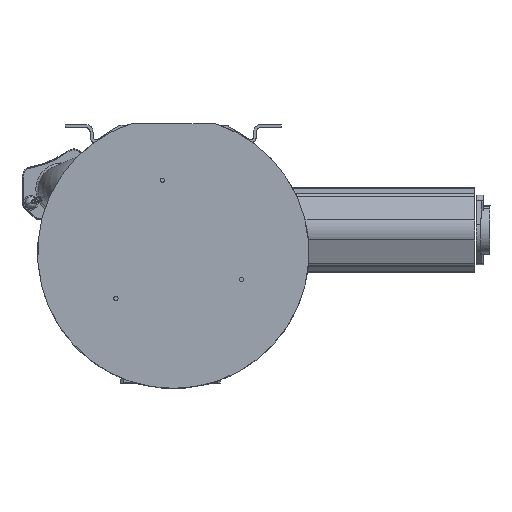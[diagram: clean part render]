
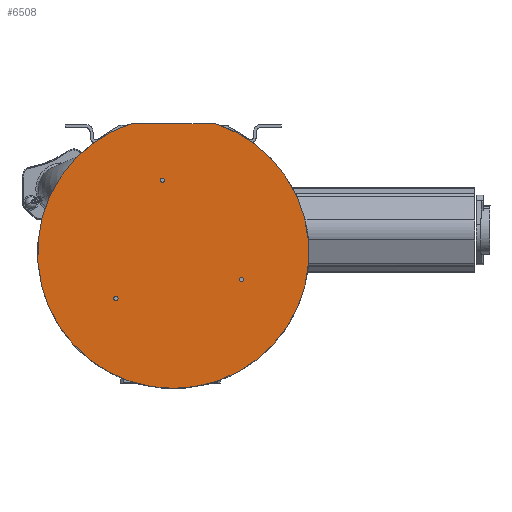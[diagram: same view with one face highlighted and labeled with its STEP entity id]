
A CAD part, top view. The second image highlights one B-rep face of the part: STEP entity #6508.
In plain terms, the highlighted planar face has unit normal (0, 0, 1).
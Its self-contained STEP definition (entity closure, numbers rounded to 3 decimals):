
#356=CARTESIAN_POINT('',(0.,0.,188.79));
#357=DIRECTION('',(0.,0.,-1.));
#358=DIRECTION('',(0.309,0.951,0.));
#359=AXIS2_PLACEMENT_3D('',#356,#357,#358);
#361=CARTESIAN_POINT('',(0.,0.,188.79));
#362=DIRECTION('',(0.,0.,-1.));
#363=DIRECTION('',(0.,-1.,0.));
#364=AXIS2_PLACEMENT_3D('',#361,#362,#363);
#366=CARTESIAN_POINT('',(-78.183,-62.349,188.79));
#367=DIRECTION('',(0.,0.,1.));
#368=DIRECTION('',(-0.623,0.782,0.));
#369=AXIS2_PLACEMENT_3D('',#366,#367,#368);
#371=CARTESIAN_POINT('',(-78.183,-62.349,188.79));
#372=DIRECTION('',(0.,0.,1.));
#373=DIRECTION('',(-1.,0.,0.));
#374=AXIS2_PLACEMENT_3D('',#371,#372,#373);
#376=CARTESIAN_POINT('',(-78.183,-62.349,188.79));
#377=DIRECTION('',(0.,0.,1.));
#378=DIRECTION('',(0.623,-0.782,0.));
#379=AXIS2_PLACEMENT_3D('',#376,#377,#378);
#381=CARTESIAN_POINT('',(-78.183,-62.349,188.79));
#382=DIRECTION('',(0.,0.,1.));
#383=DIRECTION('',(1.,0.,0.));
#384=AXIS2_PLACEMENT_3D('',#381,#382,#383);
#386=CARTESIAN_POINT('',(-14.904,98.883,188.79));
#387=DIRECTION('',(0.,0.,1.));
#388=DIRECTION('',(-0.623,0.782,0.));
#389=AXIS2_PLACEMENT_3D('',#386,#387,#388);
#391=CARTESIAN_POINT('',(-14.904,98.883,188.79));
#392=DIRECTION('',(0.,0.,1.));
#393=DIRECTION('',(-1.,0.,0.));
#394=AXIS2_PLACEMENT_3D('',#391,#392,#393);
#396=CARTESIAN_POINT('',(-14.904,98.883,188.79));
#397=DIRECTION('',(0.,0.,1.));
#398=DIRECTION('',(0.623,-0.782,0.));
#399=AXIS2_PLACEMENT_3D('',#396,#397,#398);
#401=CARTESIAN_POINT('',(-14.904,98.883,188.79));
#402=DIRECTION('',(0.,0.,1.));
#403=DIRECTION('',(1.,0.,0.));
#404=AXIS2_PLACEMENT_3D('',#401,#402,#403);
#406=CARTESIAN_POINT('',(93.087,-36.534,188.79));
#407=DIRECTION('',(0.,0.,1.));
#408=DIRECTION('',(-0.623,0.782,0.));
#409=AXIS2_PLACEMENT_3D('',#406,#407,#408);
#411=CARTESIAN_POINT('',(93.087,-36.534,188.79));
#412=DIRECTION('',(0.,0.,1.));
#413=DIRECTION('',(-1.,0.,0.));
#414=AXIS2_PLACEMENT_3D('',#411,#412,#413);
#416=CARTESIAN_POINT('',(93.087,-36.534,188.79));
#417=DIRECTION('',(0.,0.,1.));
#418=DIRECTION('',(0.623,-0.782,0.));
#419=AXIS2_PLACEMENT_3D('',#416,#417,#418);
#421=CARTESIAN_POINT('',(93.087,-36.534,188.79));
#422=DIRECTION('',(0.,0.,1.));
#423=DIRECTION('',(1.,0.,0.));
#424=AXIS2_PLACEMENT_3D('',#421,#422,#423);
#426=DIRECTION('',(-1.,0.,0.));
#427=VECTOR('',#426,114.51);
#428=CARTESIAN_POINT('',(57.255,176.,188.79));
#429=LINE('',#428,#427);
#4967=CARTESIAN_POINT('',(57.255,176.,188.79));
#4968=CARTESIAN_POINT('',(-57.255,176.,188.79));
#4969=VERTEX_POINT('',#4967);
#4970=VERTEX_POINT('',#4968);
#4971=CARTESIAN_POINT('',(0.,-185.079,188.79));
#4972=VERTEX_POINT('',#4971);
#4973=CARTESIAN_POINT('',(-79.976,-60.1,188.79));
#4974=CARTESIAN_POINT('',(-81.059,-62.349,188.79));
#4975=VERTEX_POINT('',#4973);
#4976=VERTEX_POINT('',#4974);
#4977=CARTESIAN_POINT('',(-76.39,-64.598,188.79));
#4978=VERTEX_POINT('',#4977);
#4979=CARTESIAN_POINT('',(-75.307,-62.349,188.79));
#4980=VERTEX_POINT('',#4979);
#4981=CARTESIAN_POINT('',(-16.698,101.132,188.79));
#4982=CARTESIAN_POINT('',(-17.781,98.883,188.79));
#4983=VERTEX_POINT('',#4981);
#4984=VERTEX_POINT('',#4982);
#4985=CARTESIAN_POINT('',(-13.111,96.634,188.79));
#4986=VERTEX_POINT('',#4985);
#4987=CARTESIAN_POINT('',(-12.028,98.883,188.79));
#4988=VERTEX_POINT('',#4987);
#4989=CARTESIAN_POINT('',(91.294,-34.285,188.79));
#4990=CARTESIAN_POINT('',(90.211,-36.534,188.79));
#4991=VERTEX_POINT('',#4989);
#4992=VERTEX_POINT('',#4990);
#4993=CARTESIAN_POINT('',(94.881,-38.783,188.79));
#4994=VERTEX_POINT('',#4993);
#4995=CARTESIAN_POINT('',(95.964,-36.534,188.79));
#4996=VERTEX_POINT('',#4995);
#6467=CARTESIAN_POINT('',(0.,0.,188.79));
#6468=DIRECTION('',(0.,0.,-1.));
#6469=DIRECTION('',(0.,1.,0.));
#6470=AXIS2_PLACEMENT_3D('',#6467,#6468,#6469);
#6471=PLANE('',#6470);
#6473=ORIENTED_EDGE('',*,*,#6472,.F.);
#6474=ORIENTED_EDGE('',*,*,#6405,.T.);
#6475=ORIENTED_EDGE('',*,*,#6403,.T.);
#6476=EDGE_LOOP('',(#6473,#6474,#6475));
#6477=FACE_OUTER_BOUND('',#6476,.F.);
#6479=ORIENTED_EDGE('',*,*,#6478,.T.);
#6481=ORIENTED_EDGE('',*,*,#6480,.T.);
#6483=ORIENTED_EDGE('',*,*,#6482,.T.);
#6485=ORIENTED_EDGE('',*,*,#6484,.T.);
#6486=EDGE_LOOP('',(#6479,#6481,#6483,#6485));
#6487=FACE_BOUND('',#6486,.F.);
#6489=ORIENTED_EDGE('',*,*,#6488,.T.);
#6491=ORIENTED_EDGE('',*,*,#6490,.T.);
#6493=ORIENTED_EDGE('',*,*,#6492,.T.);
#6495=ORIENTED_EDGE('',*,*,#6494,.T.);
#6496=EDGE_LOOP('',(#6489,#6491,#6493,#6495));
#6497=FACE_BOUND('',#6496,.F.);
#6499=ORIENTED_EDGE('',*,*,#6498,.T.);
#6501=ORIENTED_EDGE('',*,*,#6500,.T.);
#6503=ORIENTED_EDGE('',*,*,#6502,.T.);
#6505=ORIENTED_EDGE('',*,*,#6504,.T.);
#6506=EDGE_LOOP('',(#6499,#6501,#6503,#6505));
#6507=FACE_BOUND('',#6506,.F.);
#6508=ADVANCED_FACE('',(#6477,#6487,#6497,#6507),#6471,.F.);
#360=CIRCLE('',#359,185.079);
#365=CIRCLE('',#364,185.079);
#370=CIRCLE('',#369,2.876);
#375=CIRCLE('',#374,2.876);
#380=CIRCLE('',#379,2.876);
#385=CIRCLE('',#384,2.876);
#390=CIRCLE('',#389,2.876);
#395=CIRCLE('',#394,2.876);
#400=CIRCLE('',#399,2.876);
#405=CIRCLE('',#404,2.876);
#410=CIRCLE('',#409,2.876);
#415=CIRCLE('',#414,2.876);
#420=CIRCLE('',#419,2.876);
#425=CIRCLE('',#424,2.876);
#6403=EDGE_CURVE('',#4972,#4970,#365,.T.);
#6405=EDGE_CURVE('',#4969,#4972,#360,.T.);
#6472=EDGE_CURVE('',#4969,#4970,#429,.T.);
#6478=EDGE_CURVE('',#4975,#4976,#370,.T.);
#6480=EDGE_CURVE('',#4976,#4978,#375,.T.);
#6482=EDGE_CURVE('',#4978,#4980,#380,.T.);
#6484=EDGE_CURVE('',#4980,#4975,#385,.T.);
#6488=EDGE_CURVE('',#4983,#4984,#390,.T.);
#6490=EDGE_CURVE('',#4984,#4986,#395,.T.);
#6492=EDGE_CURVE('',#4986,#4988,#400,.T.);
#6494=EDGE_CURVE('',#4988,#4983,#405,.T.);
#6498=EDGE_CURVE('',#4991,#4992,#410,.T.);
#6500=EDGE_CURVE('',#4992,#4994,#415,.T.);
#6502=EDGE_CURVE('',#4994,#4996,#420,.T.);
#6504=EDGE_CURVE('',#4996,#4991,#425,.T.);
